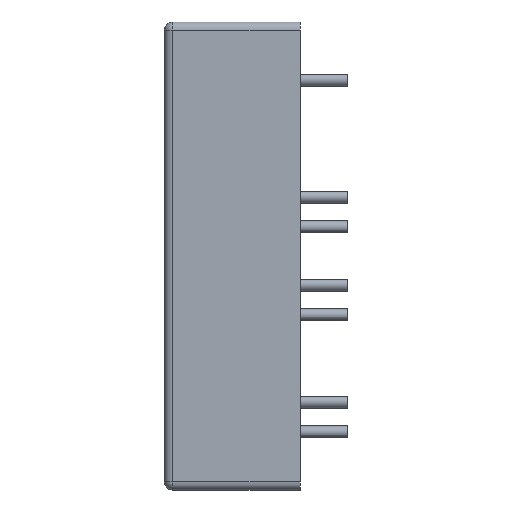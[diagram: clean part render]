
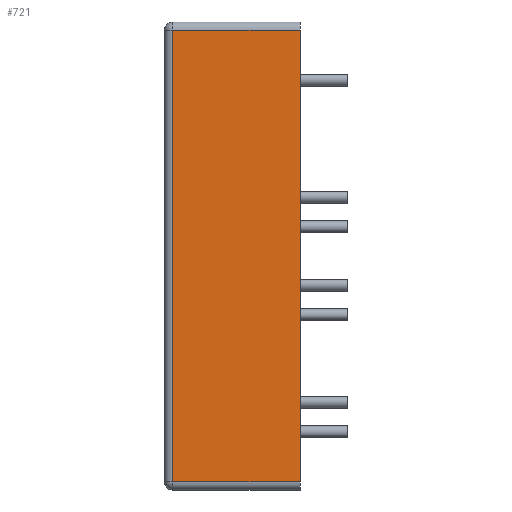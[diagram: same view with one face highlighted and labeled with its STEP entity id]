
A CAD part, left-side view. The second image highlights one B-rep face of the part: STEP entity #721.
In plain terms, the highlighted planar face has unit normal (-1, 0, 0).
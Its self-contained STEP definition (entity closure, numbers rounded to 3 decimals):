
#48 = CARTESIAN_POINT ( 'NONE',  ( -25.4, 11.8, -20.3 ) ) ;
#100 = VECTOR ( 'NONE', #391, 1000. ) ;
#147 = LINE ( 'NONE', #1370, #100 ) ;
#171 = EDGE_CURVE ( 'NONE', #984, #768, #1636, .T. ) ;
#200 = CARTESIAN_POINT ( 'NONE',  ( -25.4, 11.1, -19.6 ) ) ;
#226 = CARTESIAN_POINT ( 'NONE',  ( -25.4, 0., 19.6 ) ) ;
#237 = PLANE ( 'NONE',  #282 ) ;
#282 = AXIS2_PLACEMENT_3D ( 'NONE', #48, #1225, #717 ) ;
#319 = EDGE_CURVE ( 'NONE', #768, #968, #656, .T. ) ;
#391 = DIRECTION ( 'NONE',  ( 0., 0., 1. ) ) ;
#505 = EDGE_CURVE ( 'NONE', #1072, #984, #147, .T. ) ;
#586 = CARTESIAN_POINT ( 'NONE',  ( -25.4, 11.8, 19.6 ) ) ;
#590 = FACE_OUTER_BOUND ( 'NONE', #1588, .T. ) ;
#601 = DIRECTION ( 'NONE',  ( 0., 1., 0. ) ) ;
#633 = DIRECTION ( 'NONE',  ( 0., -1., 0. ) ) ;
#656 = LINE ( 'NONE', #704, #1642 ) ;
#684 = ORIENTED_EDGE ( 'NONE', *, *, #319, .T. ) ;
#704 = CARTESIAN_POINT ( 'NONE',  ( -25.4, 11.1, -20.3 ) ) ;
#717 = DIRECTION ( 'NONE',  ( 0., 0., -1. ) ) ;
#721 = ADVANCED_FACE ( 'NONE', ( #590 ), #237, .F. ) ;
#728 = VECTOR ( 'NONE', #601, 1000. ) ;
#768 = VERTEX_POINT ( 'NONE', #1478 ) ;
#968 = VERTEX_POINT ( 'NONE', #200 ) ;
#972 = EDGE_CURVE ( 'NONE', #968, #1072, #1604, .T. ) ;
#984 = VERTEX_POINT ( 'NONE', #226 ) ;
#1042 = ORIENTED_EDGE ( 'NONE', *, *, #171, .T. ) ;
#1060 = DIRECTION ( 'NONE',  ( 0., 0., -1. ) ) ;
#1063 = CARTESIAN_POINT ( 'NONE',  ( -25.4, 11.8, -19.6 ) ) ;
#1072 = VERTEX_POINT ( 'NONE', #1270 ) ;
#1076 = ORIENTED_EDGE ( 'NONE', *, *, #972, .T. ) ;
#1225 = DIRECTION ( 'NONE',  ( 1., 0., 0. ) ) ;
#1265 = VECTOR ( 'NONE', #633, 1000. ) ;
#1270 = CARTESIAN_POINT ( 'NONE',  ( -25.4, 0., -19.6 ) ) ;
#1370 = CARTESIAN_POINT ( 'NONE',  ( -25.4, 0., -20.3 ) ) ;
#1410 = ORIENTED_EDGE ( 'NONE', *, *, #505, .T. ) ;
#1478 = CARTESIAN_POINT ( 'NONE',  ( -25.4, 11.1, 19.6 ) ) ;
#1588 = EDGE_LOOP ( 'NONE', ( #684, #1076, #1410, #1042 ) ) ;
#1604 = LINE ( 'NONE', #1063, #1265 ) ;
#1636 = LINE ( 'NONE', #586, #728 ) ;
#1642 = VECTOR ( 'NONE', #1060, 1000. ) ;
